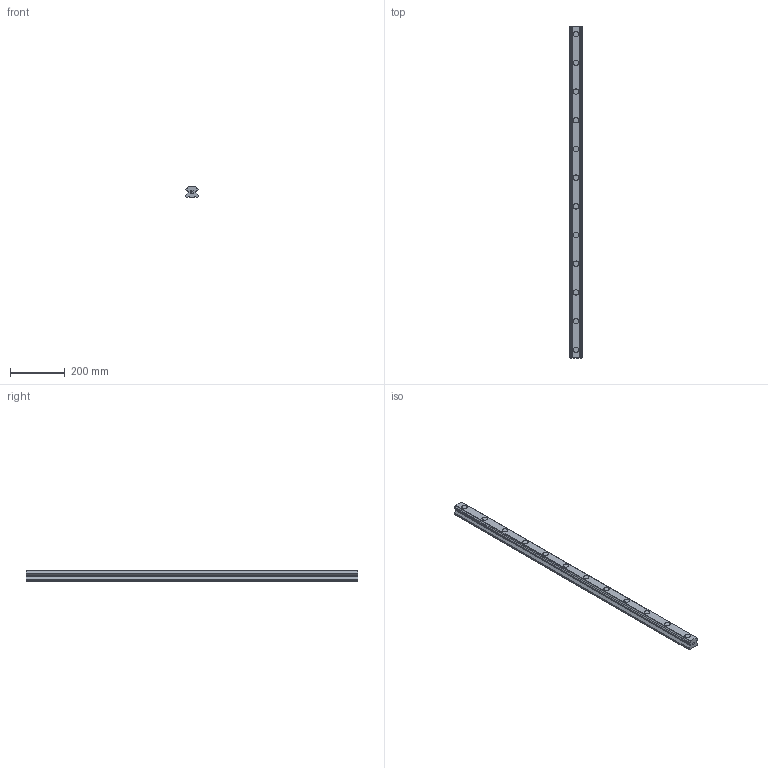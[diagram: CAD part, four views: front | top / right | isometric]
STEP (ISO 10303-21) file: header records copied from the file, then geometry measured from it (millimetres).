
FILE_DESCRIPTION(('STEP AP214'),'1');
FILE_NAME('cctmp_B56AA974-BDE6-43F0-AA58-1F5BF6972D08_2020_10_29_11_26_17_153..stp','2020-10-29T10:26:17',('HIWIN GmbH'),('CADClick - www.CADClick.com'),'Spatial InterOp 3D',' ','unknown authorization');
FILE_SCHEMA(('AUTOMOTIVE_DESIGN'));
Length unit declared in the file: millimetre
Products named in the file (1): HGR45R1215H_FILE
Bounding box: 45 x 1215 x 38 mm (x, y, z)
Volume: 1630964.7 mm3; surface area: 238271.3 mm2
Topology: 1 solids, 1 shells, 205 faces, 489 edges, 326 vertices
Faces by surface type: plane 129, cylinder 76
Entity records: 7619 total; most frequent: DIRECTION 1053, CARTESIAN_POINT 1021, ORIENTED_EDGE 978, EDGE_CURVE 489, AXIS2_PLACEMENT_3D 358, LINE 337, VECTOR 337, VERTEX_POINT 326
